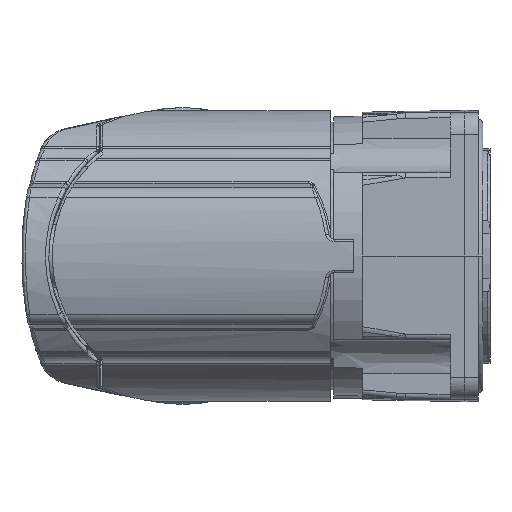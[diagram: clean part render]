
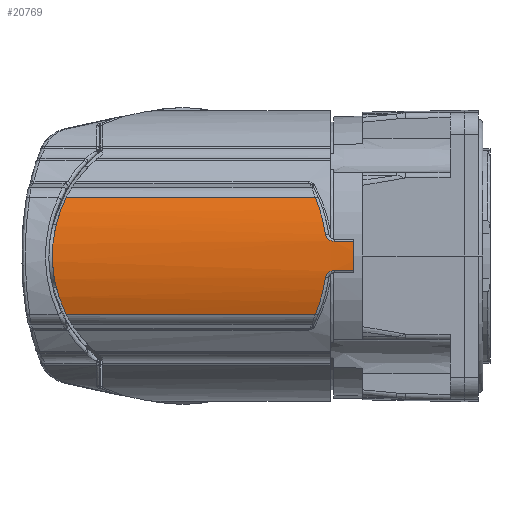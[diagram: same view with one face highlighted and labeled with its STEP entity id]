
A CAD part, left-side view. The second image highlights one B-rep face of the part: STEP entity #20769.
In plain terms, the highlighted cylindrical face has radius 15 mm (diameter 30 mm), a partial arc.
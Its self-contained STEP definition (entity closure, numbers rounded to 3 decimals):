
#2330=CARTESIAN_POINT('',(-14.066,14.549,
-5.21));
#2347=CARTESIAN_POINT('',(-14.876,13.638,
-1.922));
#2348=CARTESIAN_POINT('',(-14.88,13.634,
-1.893));
#2349=CARTESIAN_POINT('',(-14.887,13.621,
-1.835));
#2350=CARTESIAN_POINT('',(-14.898,13.587,
-1.745));
#2351=CARTESIAN_POINT('',(-14.908,13.537,
-1.657));
#2352=CARTESIAN_POINT('',(-14.917,13.472,
-1.574));
#2353=CARTESIAN_POINT('',(-14.925,13.395,
-1.5));
#2354=CARTESIAN_POINT('',(-14.931,13.306,
-1.437));
#2355=CARTESIAN_POINT('',(-14.936,13.208,
-1.385));
#2356=CARTESIAN_POINT('',(-14.939,13.1,
-1.347));
#2357=CARTESIAN_POINT('',(-14.941,12.984,
-1.324));
#2358=CARTESIAN_POINT('',(-14.942,12.894,
-1.318));
#2359=CARTESIAN_POINT('',(-14.942,12.847,
-1.318));
#2375=CARTESIAN_POINT('',(-14.066,14.549,
-5.21));
#2376=CARTESIAN_POINT('',(-14.147,14.458,
-4.992));
#2377=CARTESIAN_POINT('',(-14.297,14.288,
-4.556));
#2378=CARTESIAN_POINT('',(-14.49,14.071,
-3.899));
#2379=CARTESIAN_POINT('',(-14.651,13.89,
-3.24));
#2380=CARTESIAN_POINT('',(-14.781,13.744,
-2.58));
#2381=CARTESIAN_POINT('',(-14.848,13.67,
-2.141));
#2382=CARTESIAN_POINT('',(-14.876,13.638,
-1.922));
#2384=DIRECTION('',(0.,1.,0.));
#2385=VECTOR('',#2384,22.236);
#2386=CARTESIAN_POINT('',(-14.066,14.549,
-5.21));
#2387=LINE('',#2386,#2385);
#2388=CARTESIAN_POINT('',(-14.066,36.785,
-5.21));
#2389=CARTESIAN_POINT('',(-14.151,36.901,
-4.981));
#2390=CARTESIAN_POINT('',(-14.309,37.116,
-4.521));
#2391=CARTESIAN_POINT('',(-14.51,37.385,
-3.827));
#2392=CARTESIAN_POINT('',(-14.675,37.605,
-3.132));
#2393=CARTESIAN_POINT('',(-14.807,37.779,
-2.436));
#2394=CARTESIAN_POINT('',(-14.904,37.907,
-1.739));
#2395=CARTESIAN_POINT('',(-14.969,37.992,
-1.043));
#2396=CARTESIAN_POINT('',(-15.001,38.034,
-0.348));
#2397=CARTESIAN_POINT('',(-15.001,38.034,
0.348));
#2398=CARTESIAN_POINT('',(-14.969,37.992,1.043));
#2399=CARTESIAN_POINT('',(-14.904,37.907,1.739));
#2400=CARTESIAN_POINT('',(-14.807,37.779,2.436));
#2401=CARTESIAN_POINT('',(-14.675,37.605,3.132));
#2402=CARTESIAN_POINT('',(-14.51,37.385,3.827));
#2403=CARTESIAN_POINT('',(-14.309,37.116,4.521));
#2404=CARTESIAN_POINT('',(-14.151,36.901,4.981));
#2405=CARTESIAN_POINT('',(-14.066,36.785,5.21));
#2407=DIRECTION('',(0.,1.,0.));
#2408=VECTOR('',#2407,22.236);
#2409=CARTESIAN_POINT('',(-14.066,14.549,5.21));
#2410=LINE('',#2409,#2408);
#2411=CARTESIAN_POINT('',(-14.066,14.549,5.21));
#2412=CARTESIAN_POINT('',(-14.147,14.458,4.992));
#2413=CARTESIAN_POINT('',(-14.297,14.288,4.556));
#2414=CARTESIAN_POINT('',(-14.49,14.071,3.899));
#2415=CARTESIAN_POINT('',(-14.651,13.89,3.24));
#2416=CARTESIAN_POINT('',(-14.781,13.744,2.58));
#2417=CARTESIAN_POINT('',(-14.848,13.67,2.141));
#2418=CARTESIAN_POINT('',(-14.876,13.638,1.922));
#2425=DIRECTION('',(0.,-1.,0.));
#2426=VECTOR('',#2425,1.697);
#2427=CARTESIAN_POINT('',(-14.942,12.847,
-1.318));
#2428=LINE('',#2427,#2426);
#2443=CARTESIAN_POINT('',(0.,11.15,0.));
#2444=DIRECTION('',(0.,-1.,0.));
#2445=DIRECTION('',(-0.996,0.,0.088));
#2446=AXIS2_PLACEMENT_3D('',#2443,#2444,#2445);
#2585=CARTESIAN_POINT('',(-14.942,12.847,1.318));
#2591=DIRECTION('',(0.,1.,0.));
#2592=VECTOR('',#2591,1.697);
#2593=CARTESIAN_POINT('',(-14.942,11.15,1.318));
#2594=LINE('',#2593,#2592);
#2595=CARTESIAN_POINT('',(-14.942,12.847,1.318));
#2596=CARTESIAN_POINT('',(-14.942,12.894,1.318));
#2597=CARTESIAN_POINT('',(-14.941,12.984,1.324));
#2598=CARTESIAN_POINT('',(-14.939,13.1,1.347));
#2599=CARTESIAN_POINT('',(-14.936,13.208,1.385));
#2600=CARTESIAN_POINT('',(-14.931,13.306,1.437));
#2601=CARTESIAN_POINT('',(-14.925,13.395,1.5));
#2602=CARTESIAN_POINT('',(-14.917,13.472,1.574));
#2603=CARTESIAN_POINT('',(-14.908,13.537,1.657));
#2604=CARTESIAN_POINT('',(-14.898,13.587,1.745));
#2605=CARTESIAN_POINT('',(-14.887,13.621,1.835));
#2606=CARTESIAN_POINT('',(-14.88,13.634,1.893));
#2607=CARTESIAN_POINT('',(-14.876,13.638,1.922));
#2634=CARTESIAN_POINT('',(-14.876,13.638,1.922));
#2657=CARTESIAN_POINT('',(-14.066,14.549,5.21));
#15207=VERTEX_POINT('',#2388);
#15208=VERTEX_POINT('',#2405);
#15227=CARTESIAN_POINT('',(-14.942,11.15,-1.318));
#15229=VERTEX_POINT('',#15227);
#15232=CARTESIAN_POINT('',(-14.942,11.15,1.318));
#15234=VERTEX_POINT('',#15232);
#15240=VERTEX_POINT('',#2330);
#15247=VERTEX_POINT('',#2657);
#15279=VERTEX_POINT('',#2585);
#15280=VERTEX_POINT('',#2634);
#15288=CARTESIAN_POINT('',(-14.876,13.638,
-1.922));
#15289=VERTEX_POINT('',#15288);
#15291=CARTESIAN_POINT('',(-14.942,12.847,
-1.318));
#15293=VERTEX_POINT('',#15291);
#20746=CARTESIAN_POINT('',(0.,12.95,0.));
#20747=DIRECTION('',(0.,-1.,0.));
#20748=DIRECTION('',(1.,0.,0.));
#20749=AXIS2_PLACEMENT_3D('',#20746,#20747,#20748);
#20750=CYLINDRICAL_SURFACE('',#20749,15.);
#20752=ORIENTED_EDGE('',*,*,#20751,.F.);
#20753=ORIENTED_EDGE('',*,*,#20725,.F.);
#20754=ORIENTED_EDGE('',*,*,#20622,.F.);
#20755=ORIENTED_EDGE('',*,*,#20509,.T.);
#20756=ORIENTED_EDGE('',*,*,#19131,.T.);
#20758=ORIENTED_EDGE('',*,*,#20757,.F.);
#20760=ORIENTED_EDGE('',*,*,#20759,.T.);
#20762=ORIENTED_EDGE('',*,*,#20761,.F.);
#20764=ORIENTED_EDGE('',*,*,#20763,.F.);
#20766=ORIENTED_EDGE('',*,*,#20765,.T.);
#20767=EDGE_LOOP('',(#20752,#20753,#20754,#20755,#20756,#20758,#20760,#20762,
#20764,#20766));
#20768=FACE_OUTER_BOUND('',#20767,.F.);
#2360=B_SPLINE_CURVE_WITH_KNOTS('',3,(#2347,#2348,#2349,#2350,#2351,#2352,#2353,
#2354,#2355,#2356,#2357,#2358,#2359),.UNSPECIFIED.,.F.,.F.,(4,1,1,1,1,1,1,1,1,1,
4),(0.,0.1,0.2,0.3,0.4,0.5,0.6,0.7,0.8,0.9,1.),
.UNSPECIFIED.);
#2383=B_SPLINE_CURVE_WITH_KNOTS('',3,(#2375,#2376,#2377,#2378,#2379,#2380,#2381,
#2382),.UNSPECIFIED.,.F.,.F.,(4,1,1,1,1,4),(0.,0.2,0.4,0.6,0.8,1.),
.UNSPECIFIED.);
#2406=B_SPLINE_CURVE_WITH_KNOTS('',3,(#2388,#2389,#2390,#2391,#2392,#2393,#2394,
#2395,#2396,#2397,#2398,#2399,#2400,#2401,#2402,#2403,#2404,#2405),
.UNSPECIFIED.,.F.,.F.,(4,1,1,1,1,1,1,1,1,1,1,1,1,1,1,4),(0.,0.067,
0.133,0.2,0.267,0.333,0.4,
0.467,0.533,0.6,0.667,0.733,
0.8,0.867,0.933,1.),.UNSPECIFIED.);
#2419=B_SPLINE_CURVE_WITH_KNOTS('',3,(#2411,#2412,#2413,#2414,#2415,#2416,#2417,
#2418),.UNSPECIFIED.,.F.,.F.,(4,1,1,1,1,4),(0.,0.2,0.4,0.6,0.8,1.),
.UNSPECIFIED.);
#2447=CIRCLE('',#2446,15.);
#2608=B_SPLINE_CURVE_WITH_KNOTS('',3,(#2595,#2596,#2597,#2598,#2599,#2600,#2601,
#2602,#2603,#2604,#2605,#2606,#2607),.UNSPECIFIED.,.F.,.F.,(4,1,1,1,1,1,1,1,1,1,
4),(0.,0.1,0.2,0.3,0.4,0.5,0.6,0.7,0.8,0.9,1.),
.UNSPECIFIED.);
#19131=EDGE_CURVE('',#15207,#15208,#2406,.T.);
#20509=EDGE_CURVE('',#15240,#15207,#2387,.T.);
#20622=EDGE_CURVE('',#15240,#15289,#2383,.T.);
#20725=EDGE_CURVE('',#15289,#15293,#2360,.T.);
#20751=EDGE_CURVE('',#15293,#15229,#2428,.T.);
#20757=EDGE_CURVE('',#15247,#15208,#2410,.T.);
#20759=EDGE_CURVE('',#15247,#15280,#2419,.T.);
#20761=EDGE_CURVE('',#15279,#15280,#2608,.T.);
#20763=EDGE_CURVE('',#15234,#15279,#2594,.T.);
#20765=EDGE_CURVE('',#15234,#15229,#2447,.T.);
#20769=ADVANCED_FACE('',(#20768),#20750,.T.);
